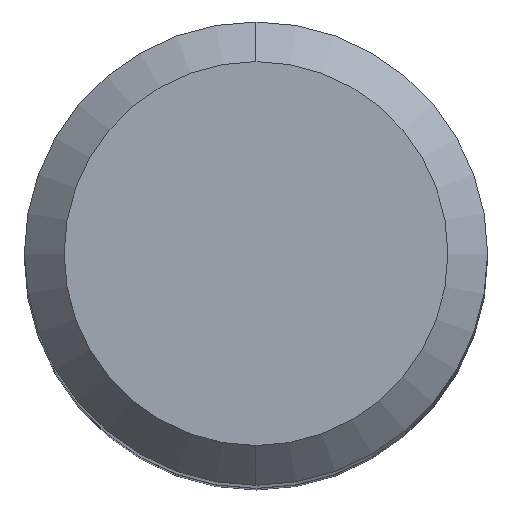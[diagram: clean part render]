
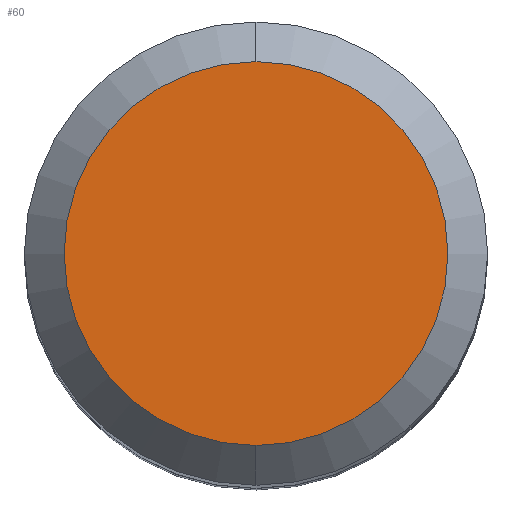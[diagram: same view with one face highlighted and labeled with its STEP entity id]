
A CAD part, top view. The second image highlights one B-rep face of the part: STEP entity #60.
In plain terms, the highlighted planar face has unit normal (0, 0, 1).
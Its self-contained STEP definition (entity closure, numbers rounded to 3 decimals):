
#60=ADVANCED_FACE('',(#128),#129,.T.);
#128=FACE_OUTER_BOUND('',#207,.T.);
#129=PLANE('',#208);
#207=EDGE_LOOP('',(#293,#294));
#208=AXIS2_PLACEMENT_3D('',#295,#296,#297);
#293=ORIENTED_EDGE('',*,*,#395,.F.);
#294=ORIENTED_EDGE('',*,*,#407,.F.);
#295=CARTESIAN_POINT('',(0.,2.9,45.0));
#296=DIRECTION('',(0.,0.0,1.0));
#297=DIRECTION('',(0.0,-1.0,0.0));
#395=EDGE_CURVE('',#459,#461,#462,.T.);
#407=EDGE_CURVE('',#461,#459,#478,.T.);
#459=VERTEX_POINT('',#524);
#461=VERTEX_POINT('',#527);
#462=CIRCLE('',#528,5.8);
#478=CIRCLE('',#547,5.8);
#524=CARTESIAN_POINT('',(0.,5.8,45.0));
#527=CARTESIAN_POINT('',(0.,-5.8,45.0));
#528=AXIS2_PLACEMENT_3D('',#588,#589,#590);
#547=AXIS2_PLACEMENT_3D('',#606,#607,#608);
#588=CARTESIAN_POINT('',(0.,0.,45.0));
#589=DIRECTION('',(0.,0.0,-1.0));
#590=DIRECTION('',(0.0,1.0,0.0));
#606=CARTESIAN_POINT('',(0.,0.,45.0));
#607=DIRECTION('',(0.,0.0,-1.0));
#608=DIRECTION('',(0.0,1.0,0.0));
